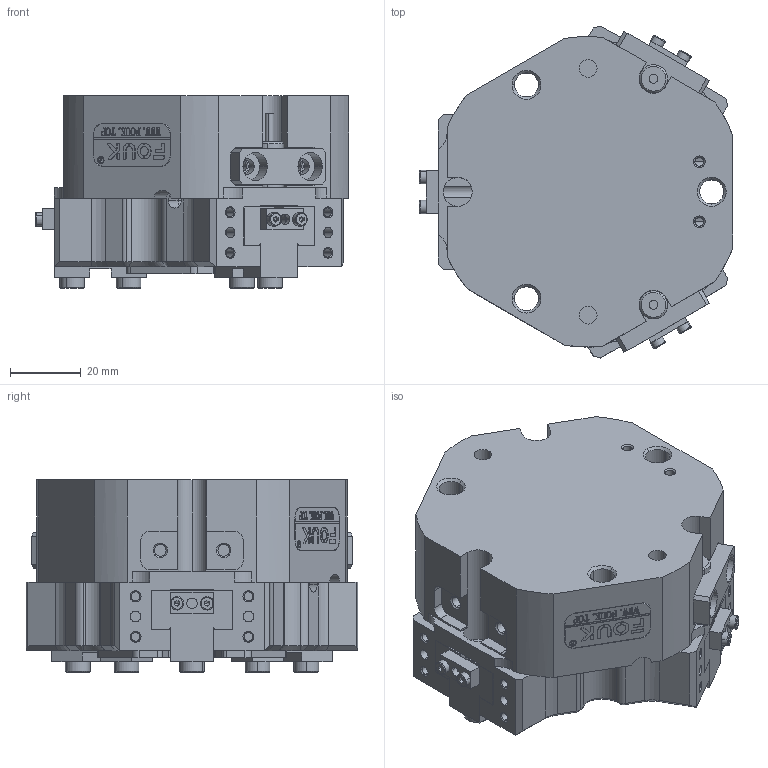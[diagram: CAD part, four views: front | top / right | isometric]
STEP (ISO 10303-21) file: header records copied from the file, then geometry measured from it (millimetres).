
FILE_DESCRIPTION (( 'STEP AP203' ), '1' );
FILE_NAME ('TZ55-94-S.STEP', '2024-12-09T00:56:43', ( 'USER-' ), ( 'Microsoft' ), 'SwSTEP 2.0', 'SolidWorks 2018', '' );
FILE_SCHEMA (( 'CONFIG_CONTROL_DESIGN' ));
Length unit declared in the file: millimetre
Products named in the file (17): TZ55-94-C28杅耀.sldasm-Part-4; TZ55-94-C28杅耀.sldasm-Part-2; TZ55-94-C28杅耀.sldasm-Part-15; 埴翐芛_GB_FASTENER_SCREWS_HSHCS M2X8-N; 25x12-R3; TZ55-94-C28杅耀.sldasm-Part-7; TZ55-94-C28杅耀.sldasm-Part-10; TZ55-94-S-02 賑輸; 揤輸蚾饜极; TZ55-94-C28杅耀.sldasm-Part-1; 揤輸杅耀.sldasm-Part-9; TZ55-94-C28杅耀.sldasm-Part-16; TZ55-94-C28杅耀.sldasm-Part-17; 8-18換覜ん; TZ55-94-C28杅耀.sldasm-Part-14; TZ55-94-S; TZ55-94-C28杅耀.sldasm-Part-12
Assembly tree (22 placements, depth 3):
  TZ55-94-S
    TZ55-94-C28杅耀.sldasm-Part-1
    TZ55-94-C28杅耀.sldasm-Part-2
    TZ55-94-C28杅耀.sldasm-Part-4
    TZ55-94-C28杅耀.sldasm-Part-7
    TZ55-94-C28杅耀.sldasm-Part-10
    TZ55-94-C28杅耀.sldasm-Part-12
    TZ55-94-C28杅耀.sldasm-Part-14
    TZ55-94-C28杅耀.sldasm-Part-15
    TZ55-94-C28杅耀.sldasm-Part-16
    TZ55-94-C28杅耀.sldasm-Part-17
    TZ55-94-S-02 賑輸  x3
    8-18換覜ん  x2
    揤輸蚾饜极  x3
      揤輸杅耀.sldasm-Part-9
      埴翐芛_GB_FASTENER_SCREWS_HSHCS M2X8-N
    25x12-R3
Bounding box: 88.93 x 94.11 x 54.5 mm (x, y, z)
Volume: 249311.6 mm3; surface area: 62549.9 mm2
Topology: 25 solids, 65 shells, 1559 faces, 3846 edges, 2430 vertices
Faces by surface type: plane 766, cylinder 403, cone 290, bspline 88, torus 12
Entity records: 43178 total; most frequent: CARTESIAN_POINT 11009, DIRECTION 6271, ORIENTED_EDGE 6172, EDGE_CURVE 3086, AXIS2_PLACEMENT_3D 2159, VERTEX_POINT 2007, LINE 1953, VECTOR 1953
